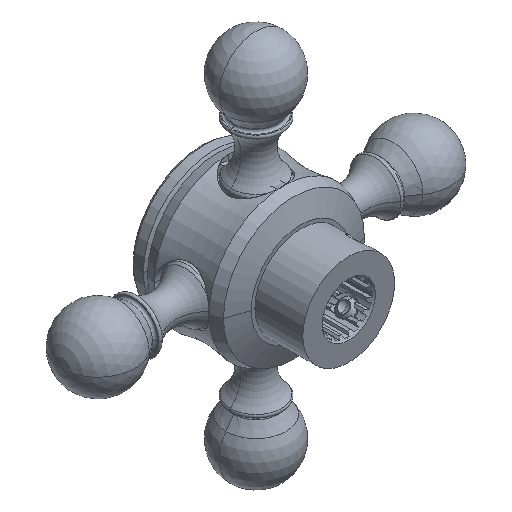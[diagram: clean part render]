
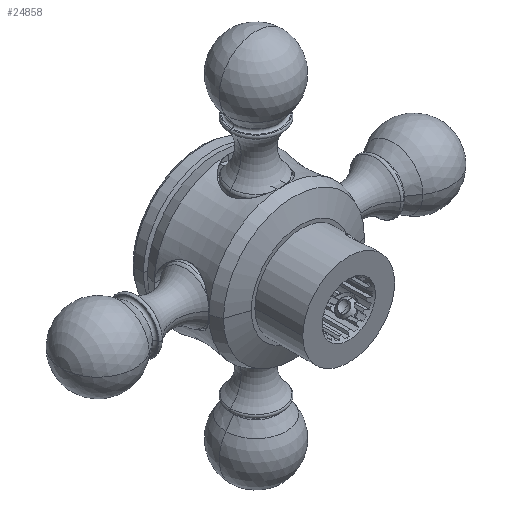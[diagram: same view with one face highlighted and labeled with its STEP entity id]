
A CAD part, isometric view. The second image highlights one B-rep face of the part: STEP entity #24858.
In plain terms, the highlighted spherical face has radius 6.985 mm.
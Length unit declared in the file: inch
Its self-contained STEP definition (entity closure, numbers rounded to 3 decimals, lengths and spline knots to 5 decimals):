
#24003=CARTESIAN_POINT('',(0.7,0.,0.));
#24004=DIRECTION('',(0.,0.,1.));
#24005=DIRECTION('',(1.,0.,0.));
#24006=AXIS2_PLACEMENT_3D('',#24003,#24004,#24005);
#24008=CARTESIAN_POINT('',(0.7,0.,0.));
#24009=DIRECTION('',(0.,0.,-1.));
#24010=DIRECTION('',(1.,0.,0.));
#24011=AXIS2_PLACEMENT_3D('',#24008,#24009,#24010);
#24026=CARTESIAN_POINT('',(0.54227,0.,0.));
#24027=DIRECTION('',(1.,0.,0.));
#24028=DIRECTION('',(0.,1.,0.));
#24029=AXIS2_PLACEMENT_3D('',#24026,#24027,#24028);
#24768=CARTESIAN_POINT('',(0.975,0.,0.));
#24769=CARTESIAN_POINT('',(0.54227,0.22527,0.));
#24770=VERTEX_POINT('',#24768);
#24771=VERTEX_POINT('',#24769);
#24780=CARTESIAN_POINT('',(0.54227,-0.22527,0.));
#24781=VERTEX_POINT('',#24780);
#24845=CARTESIAN_POINT('',(0.7,0.,0.));
#24846=DIRECTION('',(1.,0.,0.));
#24847=DIRECTION('',(0.,-1.,0.));
#24848=AXIS2_PLACEMENT_3D('',#24845,#24846,#24847);
#24849=SPHERICAL_SURFACE('',#24848,0.275);
#24851=ORIENTED_EDGE('',*,*,#24850,.F.);
#24853=ORIENTED_EDGE('',*,*,#24852,.T.);
#24855=ORIENTED_EDGE('',*,*,#24854,.F.);
#24856=EDGE_LOOP('',(#24851,#24853,#24855));
#24857=FACE_OUTER_BOUND('',#24856,.F.);
#24858=ADVANCED_FACE('',(#24857),#24849,.T.);
#24007=CIRCLE('',#24006,0.275);
#24012=CIRCLE('',#24011,0.275);
#24030=CIRCLE('',#24029,0.22527);
#24850=EDGE_CURVE('',#24770,#24771,#24007,.T.);
#24852=EDGE_CURVE('',#24770,#24781,#24012,.T.);
#24854=EDGE_CURVE('',#24771,#24781,#24030,.T.);
